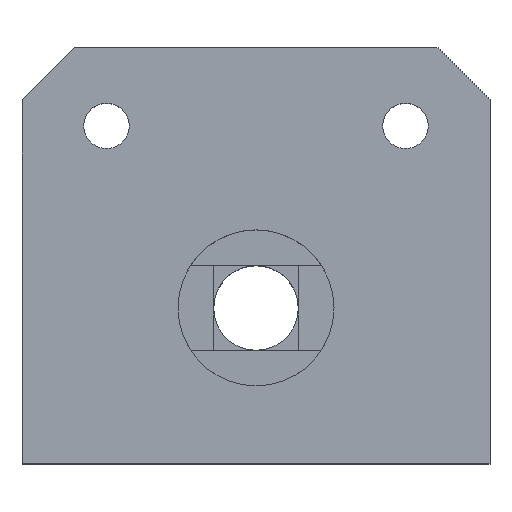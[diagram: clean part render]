
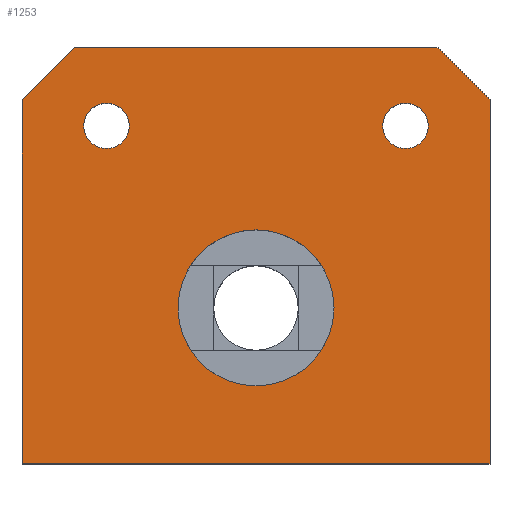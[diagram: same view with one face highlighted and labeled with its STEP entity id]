
A CAD part, top view. The second image highlights one B-rep face of the part: STEP entity #1253.
In plain terms, the highlighted planar face has unit normal (0, 0, 1).
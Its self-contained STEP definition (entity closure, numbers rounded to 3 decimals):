
#7 = EDGE_CURVE ( 'NONE', #307, #1628, #1981, .T. ) ;
#8 = EDGE_CURVE ( 'NONE', #587, #78, #2123, .T. ) ;
#19 = CIRCLE ( 'NONE', #1329, 0.875 ) ;
#39 = EDGE_CURVE ( 'NONE', #1374, #1044, #2120, .T. ) ;
#52 = VECTOR ( 'NONE', #603, 1000. ) ;
#74 = CIRCLE ( 'NONE', #2218, 0.875 ) ;
#78 = VERTEX_POINT ( 'NONE', #1145 ) ;
#143 = EDGE_LOOP ( 'NONE', ( #1493, #1639 ) ) ;
#147 = CIRCLE ( 'NONE', #877, 3. ) ;
#195 = AXIS2_PLACEMENT_3D ( 'NONE', #2118, #1644, #1250 ) ;
#222 = CARTESIAN_POINT ( 'NONE',  ( -5.75, 4.4, 0. ) ) ;
#249 = CARTESIAN_POINT ( 'NONE',  ( -3., -2.6, 0. ) ) ;
#252 = ORIENTED_EDGE ( 'NONE', *, *, #1619, .T. ) ;
#260 = DIRECTION ( 'NONE',  ( 0., 0., -1. ) ) ;
#274 = VECTOR ( 'NONE', #393, 1000. ) ;
#284 = FACE_BOUND ( 'NONE', #483, .T. ) ;
#297 = FACE_OUTER_BOUND ( 'NONE', #1866, .T. ) ;
#306 = AXIS2_PLACEMENT_3D ( 'NONE', #572, #2111, #1791 ) ;
#307 = VERTEX_POINT ( 'NONE', #570 ) ;
#352 = CIRCLE ( 'NONE', #1055, 0.875 ) ;
#361 = EDGE_CURVE ( 'NONE', #1447, #666, #1079, .T. ) ;
#381 = CARTESIAN_POINT ( 'NONE',  ( -9., -8.6, 0. ) ) ;
#384 = CARTESIAN_POINT ( 'NONE',  ( -9., -8.6, 0. ) ) ;
#393 = DIRECTION ( 'NONE',  ( -1., 0., 0. ) ) ;
#483 = EDGE_LOOP ( 'NONE', ( #1282, #252 ) ) ;
#495 = CARTESIAN_POINT ( 'NONE',  ( -7., 7.4, 0. ) ) ;
#545 = ORIENTED_EDGE ( 'NONE', *, *, #8, .T. ) ;
#570 = CARTESIAN_POINT ( 'NONE',  ( 7., 7.4, 0. ) ) ;
#571 = DIRECTION ( 'NONE',  ( -1., 0., 0. ) ) ;
#572 = CARTESIAN_POINT ( 'NONE',  ( -5.75, 4.4, 0. ) ) ;
#574 = DIRECTION ( 'NONE',  ( 0., 0., -1. ) ) ;
#587 = VERTEX_POINT ( 'NONE', #1033 ) ;
#603 = DIRECTION ( 'NONE',  ( 0., 1., 0. ) ) ;
#666 = VERTEX_POINT ( 'NONE', #249 ) ;
#747 = DIRECTION ( 'NONE',  ( -1., 0., 0. ) ) ;
#772 = EDGE_CURVE ( 'NONE', #1628, #2148, #859, .T. ) ;
#797 = CARTESIAN_POINT ( 'NONE',  ( 3., -2.6, 0. ) ) ;
#859 = LINE ( 'NONE', #1720, #1721 ) ;
#869 = CARTESIAN_POINT ( 'NONE',  ( 5.75, 4.4, 0. ) ) ;
#877 = AXIS2_PLACEMENT_3D ( 'NONE', #1616, #260, #1941 ) ;
#904 = EDGE_LOOP ( 'NONE', ( #545, #1094 ) ) ;
#923 = DIRECTION ( 'NONE',  ( 0., 0., -1. ) ) ;
#925 = DIRECTION ( 'NONE',  ( 0.707, -0.707, 0. ) ) ;
#968 = CARTESIAN_POINT ( 'NONE',  ( -9., 5.4, 0. ) ) ;
#986 = FACE_BOUND ( 'NONE', #904, .T. ) ;
#1033 = CARTESIAN_POINT ( 'NONE',  ( -4.875, 4.4, 0. ) ) ;
#1044 = VERTEX_POINT ( 'NONE', #968 ) ;
#1055 = AXIS2_PLACEMENT_3D ( 'NONE', #222, #923, #571 ) ;
#1079 = CIRCLE ( 'NONE', #195, 3. ) ;
#1090 = EDGE_CURVE ( 'NONE', #1044, #2001, #1702, .T. ) ;
#1094 = ORIENTED_EDGE ( 'NONE', *, *, #2132, .T. ) ;
#1123 = VERTEX_POINT ( 'NONE', #1416 ) ;
#1145 = CARTESIAN_POINT ( 'NONE',  ( -6.625, 4.4, 0. ) ) ;
#1147 = CARTESIAN_POINT ( 'NONE',  ( -7., 7.4, 0. ) ) ;
#1148 = EDGE_CURVE ( 'NONE', #666, #1447, #147, .T. ) ;
#1201 = CARTESIAN_POINT ( 'NONE',  ( -9., 5.4, 0. ) ) ;
#1202 = VECTOR ( 'NONE', #1535, 1000. ) ;
#1239 = AXIS2_PLACEMENT_3D ( 'NONE', #2100, #2240, #2250 ) ;
#1250 = DIRECTION ( 'NONE',  ( -1., 0., 0. ) ) ;
#1253 = ADVANCED_FACE ( 'NONE', ( #297, #1698, #284, #986 ), #1689, .F. ) ;
#1275 = LINE ( 'NONE', #2142, #274 ) ;
#1282 = ORIENTED_EDGE ( 'NONE', *, *, #1352, .T. ) ;
#1288 = ORIENTED_EDGE ( 'NONE', *, *, #772, .F. ) ;
#1329 = AXIS2_PLACEMENT_3D ( 'NONE', #869, #1718, #1886 ) ;
#1350 = ORIENTED_EDGE ( 'NONE', *, *, #1827, .F. ) ;
#1352 = EDGE_CURVE ( 'NONE', #1123, #1830, #74, .T. ) ;
#1357 = CARTESIAN_POINT ( 'NONE',  ( 9., 5.4, 0. ) ) ;
#1374 = VERTEX_POINT ( 'NONE', #384 ) ;
#1416 = CARTESIAN_POINT ( 'NONE',  ( 6.625, 4.4, 0. ) ) ;
#1447 = VERTEX_POINT ( 'NONE', #797 ) ;
#1462 = CARTESIAN_POINT ( 'NONE',  ( 5.75, 4.4, 0. ) ) ;
#1466 = VECTOR ( 'NONE', #925, 1000. ) ;
#1484 = EDGE_CURVE ( 'NONE', #2001, #307, #2169, .T. ) ;
#1493 = ORIENTED_EDGE ( 'NONE', *, *, #361, .T. ) ;
#1505 = ORIENTED_EDGE ( 'NONE', *, *, #1090, .F. ) ;
#1517 = DIRECTION ( 'NONE',  ( 1., 0., 0. ) ) ;
#1535 = DIRECTION ( 'NONE',  ( 0.707, 0.707, 0. ) ) ;
#1597 = CARTESIAN_POINT ( 'NONE',  ( 7., 7.4, 0. ) ) ;
#1616 = CARTESIAN_POINT ( 'NONE',  ( 0., -2.6, 0. ) ) ;
#1617 = ORIENTED_EDGE ( 'NONE', *, *, #1484, .F. ) ;
#1619 = EDGE_CURVE ( 'NONE', #1830, #1123, #19, .T. ) ;
#1628 = VERTEX_POINT ( 'NONE', #1357 ) ;
#1635 = CARTESIAN_POINT ( 'NONE',  ( 4.875, 4.4, 0. ) ) ;
#1639 = ORIENTED_EDGE ( 'NONE', *, *, #1148, .T. ) ;
#1644 = DIRECTION ( 'NONE',  ( 0., 0., -1. ) ) ;
#1689 = PLANE ( 'NONE',  #1239 ) ;
#1698 = FACE_BOUND ( 'NONE', #143, .T. ) ;
#1702 = LINE ( 'NONE', #1201, #1202 ) ;
#1718 = DIRECTION ( 'NONE',  ( 0., 0., -1. ) ) ;
#1720 = CARTESIAN_POINT ( 'NONE',  ( 9., -8.6, 0. ) ) ;
#1721 = VECTOR ( 'NONE', #1905, 1000. ) ;
#1791 = DIRECTION ( 'NONE',  ( -1., 0., 0. ) ) ;
#1827 = EDGE_CURVE ( 'NONE', #2148, #1374, #1275, .T. ) ;
#1830 = VERTEX_POINT ( 'NONE', #1635 ) ;
#1866 = EDGE_LOOP ( 'NONE', ( #1288, #1918, #1617, #1505, #2183, #1350 ) ) ;
#1886 = DIRECTION ( 'NONE',  ( -1., 0., 0. ) ) ;
#1905 = DIRECTION ( 'NONE',  ( 0., -1., 0. ) ) ;
#1918 = ORIENTED_EDGE ( 'NONE', *, *, #7, .F. ) ;
#1941 = DIRECTION ( 'NONE',  ( -1., 0., 0. ) ) ;
#1980 = CARTESIAN_POINT ( 'NONE',  ( 9., -8.6, 0. ) ) ;
#1981 = LINE ( 'NONE', #1597, #1466 ) ;
#2001 = VERTEX_POINT ( 'NONE', #495 ) ;
#2026 = VECTOR ( 'NONE', #1517, 1000. ) ;
#2100 = CARTESIAN_POINT ( 'NONE',  ( 0., 0., 0. ) ) ;
#2111 = DIRECTION ( 'NONE',  ( 0., 0., -1. ) ) ;
#2118 = CARTESIAN_POINT ( 'NONE',  ( 0., -2.6, 0. ) ) ;
#2120 = LINE ( 'NONE', #381, #52 ) ;
#2123 = CIRCLE ( 'NONE', #306, 0.875 ) ;
#2132 = EDGE_CURVE ( 'NONE', #78, #587, #352, .T. ) ;
#2142 = CARTESIAN_POINT ( 'NONE',  ( 9., -8.6, 0. ) ) ;
#2148 = VERTEX_POINT ( 'NONE', #1980 ) ;
#2169 = LINE ( 'NONE', #1147, #2026 ) ;
#2183 = ORIENTED_EDGE ( 'NONE', *, *, #39, .F. ) ;
#2218 = AXIS2_PLACEMENT_3D ( 'NONE', #1462, #574, #747 ) ;
#2240 = DIRECTION ( 'NONE',  ( 0., 0., -1. ) ) ;
#2250 = DIRECTION ( 'NONE',  ( -1., 0., 0. ) ) ;
